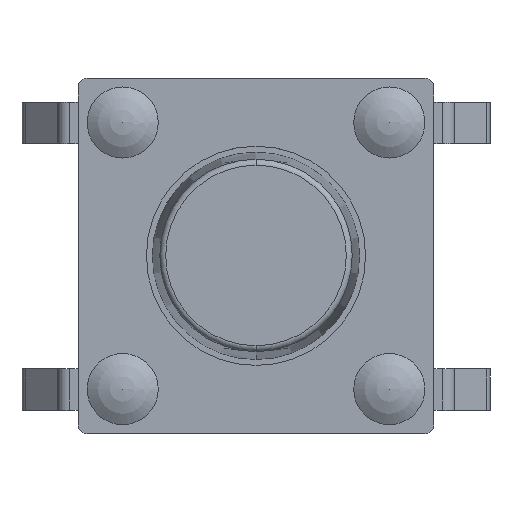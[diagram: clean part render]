
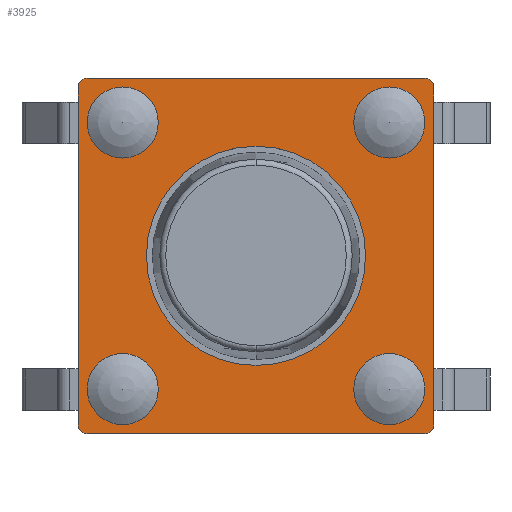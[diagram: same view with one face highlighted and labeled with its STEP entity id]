
A CAD part, top view. The second image highlights one B-rep face of the part: STEP entity #3925.
In plain terms, the highlighted planar face has unit normal (0, 0, 1).
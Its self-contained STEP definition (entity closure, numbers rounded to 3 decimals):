
#3600 = VERTEX_POINT('',#3601);
#3601 = CARTESIAN_POINT('',(-2.25,2.85,3.55));
#3619 = VERTEX_POINT('',#3620);
#3620 = CARTESIAN_POINT('',(-2.25,1.65,3.55));
#3626 = EDGE_CURVE('',#3600,#3619,#3627,.T.);
#3627 = CIRCLE('',#3628,0.6);
#3628 = AXIS2_PLACEMENT_3D('',#3629,#3630,#3631);
#3629 = CARTESIAN_POINT('',(-2.25,2.25,3.55));
#3630 = DIRECTION('',(-0.,0.,1.));
#3631 = DIRECTION('',(0.,-1.,0.));
#3642 = VERTEX_POINT('',#3643);
#3643 = CARTESIAN_POINT('',(2.25,2.85,3.55));
#3661 = VERTEX_POINT('',#3662);
#3662 = CARTESIAN_POINT('',(2.25,1.65,3.55));
#3668 = EDGE_CURVE('',#3642,#3661,#3669,.T.);
#3669 = CIRCLE('',#3670,0.6);
#3670 = AXIS2_PLACEMENT_3D('',#3671,#3672,#3673);
#3671 = CARTESIAN_POINT('',(2.25,2.25,3.55));
#3672 = DIRECTION('',(-0.,0.,1.));
#3673 = DIRECTION('',(0.,-1.,0.));
#3684 = VERTEX_POINT('',#3685);
#3685 = CARTESIAN_POINT('',(2.25,-1.65,3.55));
#3703 = VERTEX_POINT('',#3704);
#3704 = CARTESIAN_POINT('',(2.25,-2.85,3.55));
#3710 = EDGE_CURVE('',#3684,#3703,#3711,.T.);
#3711 = CIRCLE('',#3712,0.6);
#3712 = AXIS2_PLACEMENT_3D('',#3713,#3714,#3715);
#3713 = CARTESIAN_POINT('',(2.25,-2.25,3.55));
#3714 = DIRECTION('',(-0.,0.,1.));
#3715 = DIRECTION('',(0.,-1.,0.));
#3726 = VERTEX_POINT('',#3727);
#3727 = CARTESIAN_POINT('',(-2.25,-1.65,3.55));
#3745 = VERTEX_POINT('',#3746);
#3746 = CARTESIAN_POINT('',(-2.25,-2.85,3.55));
#3752 = EDGE_CURVE('',#3726,#3745,#3753,.T.);
#3753 = CIRCLE('',#3754,0.6);
#3754 = AXIS2_PLACEMENT_3D('',#3755,#3756,#3757);
#3755 = CARTESIAN_POINT('',(-2.25,-2.25,3.55));
#3756 = DIRECTION('',(-0.,0.,1.));
#3757 = DIRECTION('',(0.,-1.,0.));
#3770 = VERTEX_POINT('',#3771);
#3771 = CARTESIAN_POINT('',(0.,-1.85,3.55));
#3777 = EDGE_CURVE('',#3778,#3770,#3780,.T.);
#3778 = VERTEX_POINT('',#3779);
#3779 = CARTESIAN_POINT('',(0.,1.85,3.55));
#3780 = CIRCLE('',#3781,1.85);
#3781 = AXIS2_PLACEMENT_3D('',#3782,#3783,#3784);
#3782 = CARTESIAN_POINT('',(0.,0.,3.55));
#3783 = DIRECTION('',(-0.,0.,1.));
#3784 = DIRECTION('',(0.,-1.,0.));
#3809 = EDGE_CURVE('',#3770,#3778,#3810,.T.);
#3810 = CIRCLE('',#3811,1.85);
#3811 = AXIS2_PLACEMENT_3D('',#3812,#3813,#3814);
#3812 = CARTESIAN_POINT('',(0.,0.,3.55));
#3813 = DIRECTION('',(-0.,0.,1.));
#3814 = DIRECTION('',(0.,-1.,0.));
#3841 = EDGE_CURVE('',#3745,#3726,#3842,.T.);
#3842 = CIRCLE('',#3843,0.6);
#3843 = AXIS2_PLACEMENT_3D('',#3844,#3845,#3846);
#3844 = CARTESIAN_POINT('',(-2.25,-2.25,3.55));
#3845 = DIRECTION('',(-0.,0.,1.));
#3846 = DIRECTION('',(0.,-1.,0.));
#3865 = EDGE_CURVE('',#3703,#3684,#3866,.T.);
#3866 = CIRCLE('',#3867,0.6);
#3867 = AXIS2_PLACEMENT_3D('',#3868,#3869,#3870);
#3868 = CARTESIAN_POINT('',(2.25,-2.25,3.55));
#3869 = DIRECTION('',(-0.,0.,1.));
#3870 = DIRECTION('',(0.,-1.,0.));
#3889 = EDGE_CURVE('',#3661,#3642,#3890,.T.);
#3890 = CIRCLE('',#3891,0.6);
#3891 = AXIS2_PLACEMENT_3D('',#3892,#3893,#3894);
#3892 = CARTESIAN_POINT('',(2.25,2.25,3.55));
#3893 = DIRECTION('',(-0.,0.,1.));
#3894 = DIRECTION('',(0.,-1.,0.));
#3913 = EDGE_CURVE('',#3619,#3600,#3914,.T.);
#3914 = CIRCLE('',#3915,0.6);
#3915 = AXIS2_PLACEMENT_3D('',#3916,#3917,#3918);
#3916 = CARTESIAN_POINT('',(-2.25,2.25,3.55));
#3917 = DIRECTION('',(-0.,0.,1.));
#3918 = DIRECTION('',(0.,-1.,0.));
#3925 = ADVANCED_FACE('',(#3926,#3930,#4000,#4004,#4008,#4012),#4016,.T.
  );
#3926 = FACE_BOUND('',#3927,.T.);
#3927 = EDGE_LOOP('',(#3928,#3929));
#3928 = ORIENTED_EDGE('',*,*,#3809,.F.);
#3929 = ORIENTED_EDGE('',*,*,#3777,.F.);
#3930 = FACE_BOUND('',#3931,.T.);
#3931 = EDGE_LOOP('',(#3932,#3942,#3951,#3959,#3968,#3976,#3985,#3993));
#3932 = ORIENTED_EDGE('',*,*,#3933,.T.);
#3933 = EDGE_CURVE('',#3934,#3936,#3938,.T.);
#3934 = VERTEX_POINT('',#3935);
#3935 = CARTESIAN_POINT('',(2.85,3.,3.55));
#3936 = VERTEX_POINT('',#3937);
#3937 = CARTESIAN_POINT('',(-2.85,3.,3.55));
#3938 = LINE('',#3939,#3940);
#3939 = CARTESIAN_POINT('',(3.,3.,3.55));
#3940 = VECTOR('',#3941,1.);
#3941 = DIRECTION('',(-1.,0.,0.));
#3942 = ORIENTED_EDGE('',*,*,#3943,.T.);
#3943 = EDGE_CURVE('',#3936,#3944,#3946,.T.);
#3944 = VERTEX_POINT('',#3945);
#3945 = CARTESIAN_POINT('',(-3.,2.85,3.55));
#3946 = CIRCLE('',#3947,0.15);
#3947 = AXIS2_PLACEMENT_3D('',#3948,#3949,#3950);
#3948 = CARTESIAN_POINT('',(-2.85,2.85,3.55));
#3949 = DIRECTION('',(-0.,0.,1.));
#3950 = DIRECTION('',(0.,-1.,0.));
#3951 = ORIENTED_EDGE('',*,*,#3952,.T.);
#3952 = EDGE_CURVE('',#3944,#3953,#3955,.T.);
#3953 = VERTEX_POINT('',#3954);
#3954 = CARTESIAN_POINT('',(-3.,-2.85,3.55));
#3955 = LINE('',#3956,#3957);
#3956 = CARTESIAN_POINT('',(-3.,3.,3.55));
#3957 = VECTOR('',#3958,1.);
#3958 = DIRECTION('',(0.,-1.,0.));
#3959 = ORIENTED_EDGE('',*,*,#3960,.T.);
#3960 = EDGE_CURVE('',#3953,#3961,#3963,.T.);
#3961 = VERTEX_POINT('',#3962);
#3962 = CARTESIAN_POINT('',(-2.85,-3.,3.55));
#3963 = CIRCLE('',#3964,0.15);
#3964 = AXIS2_PLACEMENT_3D('',#3965,#3966,#3967);
#3965 = CARTESIAN_POINT('',(-2.85,-2.85,3.55));
#3966 = DIRECTION('',(-0.,0.,1.));
#3967 = DIRECTION('',(0.,-1.,0.));
#3968 = ORIENTED_EDGE('',*,*,#3969,.T.);
#3969 = EDGE_CURVE('',#3961,#3970,#3972,.T.);
#3970 = VERTEX_POINT('',#3971);
#3971 = CARTESIAN_POINT('',(2.85,-3.,3.55));
#3972 = LINE('',#3973,#3974);
#3973 = CARTESIAN_POINT('',(-3.,-3.,3.55));
#3974 = VECTOR('',#3975,1.);
#3975 = DIRECTION('',(1.,0.,0.));
#3976 = ORIENTED_EDGE('',*,*,#3977,.T.);
#3977 = EDGE_CURVE('',#3970,#3978,#3980,.T.);
#3978 = VERTEX_POINT('',#3979);
#3979 = CARTESIAN_POINT('',(3.,-2.85,3.55));
#3980 = CIRCLE('',#3981,0.15);
#3981 = AXIS2_PLACEMENT_3D('',#3982,#3983,#3984);
#3982 = CARTESIAN_POINT('',(2.85,-2.85,3.55));
#3983 = DIRECTION('',(-0.,0.,1.));
#3984 = DIRECTION('',(0.,-1.,0.));
#3985 = ORIENTED_EDGE('',*,*,#3986,.T.);
#3986 = EDGE_CURVE('',#3978,#3987,#3989,.T.);
#3987 = VERTEX_POINT('',#3988);
#3988 = CARTESIAN_POINT('',(3.,2.85,3.55));
#3989 = LINE('',#3990,#3991);
#3990 = CARTESIAN_POINT('',(3.,-3.,3.55));
#3991 = VECTOR('',#3992,1.);
#3992 = DIRECTION('',(0.,1.,0.));
#3993 = ORIENTED_EDGE('',*,*,#3994,.T.);
#3994 = EDGE_CURVE('',#3987,#3934,#3995,.T.);
#3995 = CIRCLE('',#3996,0.15);
#3996 = AXIS2_PLACEMENT_3D('',#3997,#3998,#3999);
#3997 = CARTESIAN_POINT('',(2.85,2.85,3.55));
#3998 = DIRECTION('',(-0.,0.,1.));
#3999 = DIRECTION('',(0.,-1.,0.));
#4000 = FACE_BOUND('',#4001,.T.);
#4001 = EDGE_LOOP('',(#4002,#4003));
#4002 = ORIENTED_EDGE('',*,*,#3710,.F.);
#4003 = ORIENTED_EDGE('',*,*,#3865,.F.);
#4004 = FACE_BOUND('',#4005,.T.);
#4005 = EDGE_LOOP('',(#4006,#4007));
#4006 = ORIENTED_EDGE('',*,*,#3626,.F.);
#4007 = ORIENTED_EDGE('',*,*,#3913,.F.);
#4008 = FACE_BOUND('',#4009,.T.);
#4009 = EDGE_LOOP('',(#4010,#4011));
#4010 = ORIENTED_EDGE('',*,*,#3668,.F.);
#4011 = ORIENTED_EDGE('',*,*,#3889,.F.);
#4012 = FACE_BOUND('',#4013,.T.);
#4013 = EDGE_LOOP('',(#4014,#4015));
#4014 = ORIENTED_EDGE('',*,*,#3752,.F.);
#4015 = ORIENTED_EDGE('',*,*,#3841,.F.);
#4016 = PLANE('',#4017);
#4017 = AXIS2_PLACEMENT_3D('',#4018,#4019,#4020);
#4018 = CARTESIAN_POINT('',(0.,0.,3.55));
#4019 = DIRECTION('',(0.,0.,1.));
#4020 = DIRECTION('',(1.,0.,0.));
